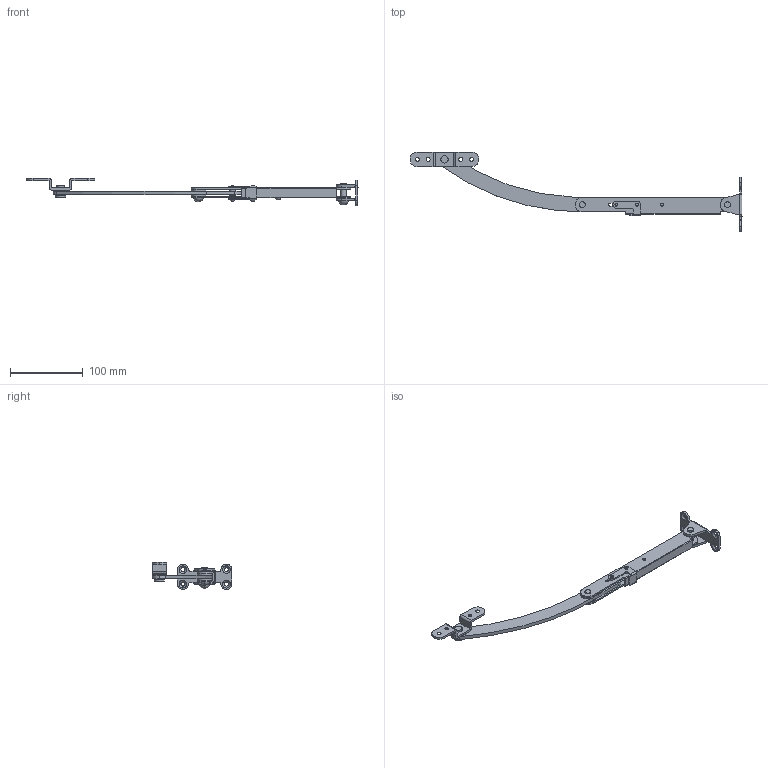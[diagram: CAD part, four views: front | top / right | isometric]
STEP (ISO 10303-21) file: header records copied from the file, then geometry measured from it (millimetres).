
FILE_DESCRIPTION (( 'STEP AP214' ), '1' );
FILE_NAME ('TM_224_R.STEP', '2015-05-22T02:23:10', ( '' ), ( '' ), 'SwSTEP 2.0', 'SolidWorks 2015', '' );
FILE_SCHEMA (( 'AUTOMOTIVE_DESIGN' ));
Length unit declared in the file: millimetre
Products named in the file (19): spacer_A_mr-1; spacer_C_mr-1; pin_A_mr-1; stopper_mr; spacer_C_mr; spacer_B_mr; spacer_A_mr; roller_mr; rivet_C_mr; rivet_B_mr; rivet_A_mr; pin_B_mr; pin_A_mr; bracket_B_mr; bracket_A_mr; arm_B_mr; arm_A_mr; TM_224_R; spring_mr
Assembly tree (18 placements, depth 2):
  TM_224_R
    arm_A_mr
    arm_B_mr
    bracket_A_mr
    bracket_B_mr
    pin_A_mr
    pin_B_mr
    rivet_A_mr
    rivet_B_mr
    rivet_C_mr
    roller_mr
    spacer_A_mr
    spacer_B_mr
    spacer_C_mr
    stopper_mr
    pin_A_mr-1
    spacer_C_mr-1
    spacer_A_mr-1
    spring_mr
Bounding box: 457.54 x 109.83 x 37.5 mm (x, y, z)
Volume: 69529.3 mm3; surface area: 58726.4 mm2
Topology: 18 solids, 18 shells, 314 faces, 769 edges, 497 vertices
Faces by surface type: cylinder 149, plane 99, bspline 38, cone 18, sphere 10
Entity records: 17120 total; most frequent: CARTESIAN_POINT 8771, DIRECTION 1607, ORIENTED_EDGE 1538, EDGE_CURVE 769, AXIS2_PLACEMENT_3D 629, VERTEX_POINT 497, EDGE_LOOP 382, VECTOR 349
